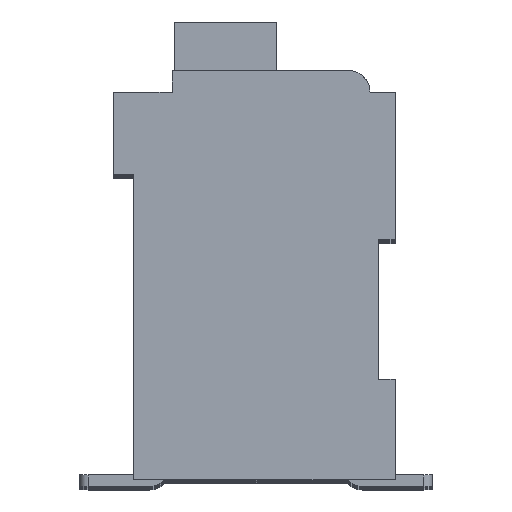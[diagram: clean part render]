
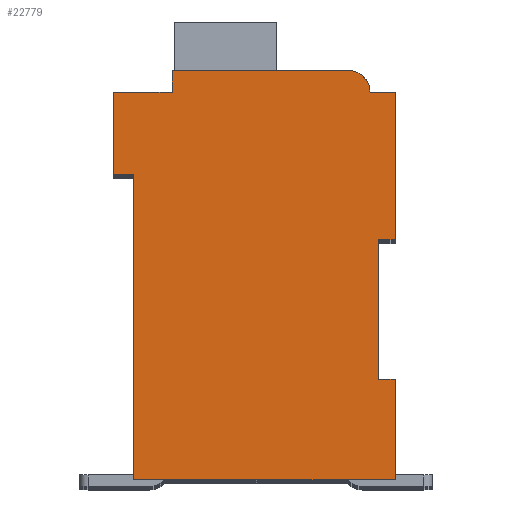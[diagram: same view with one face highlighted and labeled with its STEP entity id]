
A CAD part, top view. The second image highlights one B-rep face of the part: STEP entity #22779.
In plain terms, the highlighted planar face has unit normal (0, 0, 1).
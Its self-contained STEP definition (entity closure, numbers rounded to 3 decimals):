
#3656=DIRECTION('',(1.,0.,0.));
#3657=VECTOR('',#3656,0.5);
#3658=CARTESIAN_POINT('',(7.3,7.15,2.1));
#3659=LINE('',#3658,#3657);
#3660=DIRECTION('',(0.,1.,0.));
#3661=VECTOR('',#3660,4.15);
#3662=CARTESIAN_POINT('',(7.3,3.,2.1));
#3663=LINE('',#3662,#3661);
#3664=DIRECTION('',(-1.,0.,0.));
#3665=VECTOR('',#3664,0.5);
#3666=CARTESIAN_POINT('',(7.8,3.,2.1));
#3667=LINE('',#3666,#3665);
#3668=DIRECTION('',(0.,1.,0.));
#3669=VECTOR('',#3668,3.);
#3670=CARTESIAN_POINT('',(7.8,0.,2.1));
#3671=LINE('',#3670,#3669);
#3672=DIRECTION('',(1.,0.,0.));
#3673=VECTOR('',#3672,7.8);
#3674=CARTESIAN_POINT('',(0.,0.,2.1));
#3675=LINE('',#3674,#3673);
#3676=DIRECTION('',(0.,-1.,0.));
#3677=VECTOR('',#3676,9.1);
#3678=CARTESIAN_POINT('',(0.,9.1,2.1));
#3679=LINE('',#3678,#3677);
#3680=DIRECTION('',(1.,0.,0.));
#3681=VECTOR('',#3680,0.6);
#3682=CARTESIAN_POINT('',(-0.6,9.1,2.1));
#3683=LINE('',#3682,#3681);
#3684=DIRECTION('',(0.,-1.,0.));
#3685=VECTOR('',#3684,2.45);
#3686=CARTESIAN_POINT('',(-0.6,11.55,2.1));
#3687=LINE('',#3686,#3685);
#3688=DIRECTION('',(-1.,0.,0.));
#3689=VECTOR('',#3688,1.75);
#3690=CARTESIAN_POINT('',(1.15,11.55,2.1));
#3691=LINE('',#3690,#3689);
#3692=DIRECTION('',(0.,-1.,0.));
#3693=VECTOR('',#3692,0.65);
#3694=CARTESIAN_POINT('',(1.15,12.2,2.1));
#3695=LINE('',#3694,#3693);
#3696=DIRECTION('',(-1.,0.,0.));
#3697=VECTOR('',#3696,5.25);
#3698=CARTESIAN_POINT('',(6.4,12.2,2.1));
#3699=LINE('',#3698,#3697);
#3700=CARTESIAN_POINT('',(6.4,11.55,2.1));
#3701=DIRECTION('',(0.,0.,1.));
#3702=DIRECTION('',(1.,0.,0.));
#3703=AXIS2_PLACEMENT_3D('',#3700,#3701,#3702);
#3705=DIRECTION('',(-1.,0.,0.));
#3706=VECTOR('',#3705,0.75);
#3707=CARTESIAN_POINT('',(7.8,11.55,2.1));
#3708=LINE('',#3707,#3706);
#3709=DIRECTION('',(0.,1.,0.));
#3710=VECTOR('',#3709,4.4);
#3711=CARTESIAN_POINT('',(7.8,7.15,2.1));
#3712=LINE('',#3711,#3710);
#14995=CARTESIAN_POINT('',(7.3,7.15,2.1));
#14996=CARTESIAN_POINT('',(7.8,7.15,2.1));
#14997=VERTEX_POINT('',#14995);
#14998=VERTEX_POINT('',#14996);
#14999=CARTESIAN_POINT('',(7.8,11.55,2.1));
#15000=VERTEX_POINT('',#14999);
#15001=CARTESIAN_POINT('',(7.05,11.55,2.1));
#15002=VERTEX_POINT('',#15001);
#15003=CARTESIAN_POINT('',(6.4,12.2,2.1));
#15004=VERTEX_POINT('',#15003);
#15005=CARTESIAN_POINT('',(1.15,12.2,2.1));
#15006=VERTEX_POINT('',#15005);
#15007=CARTESIAN_POINT('',(1.15,11.55,2.1));
#15008=VERTEX_POINT('',#15007);
#15009=CARTESIAN_POINT('',(-0.6,11.55,2.1));
#15010=VERTEX_POINT('',#15009);
#15011=CARTESIAN_POINT('',(-0.6,9.1,2.1));
#15012=VERTEX_POINT('',#15011);
#15013=CARTESIAN_POINT('',(0.,9.1,2.1));
#15014=VERTEX_POINT('',#15013);
#15015=CARTESIAN_POINT('',(0.,0.,2.1));
#15016=VERTEX_POINT('',#15015);
#15017=CARTESIAN_POINT('',(7.8,0.,2.1));
#15018=VERTEX_POINT('',#15017);
#15019=CARTESIAN_POINT('',(7.8,3.,2.1));
#15020=VERTEX_POINT('',#15019);
#15021=CARTESIAN_POINT('',(7.3,3.,2.1));
#15022=VERTEX_POINT('',#15021);
#22755=CARTESIAN_POINT('',(0.,0.,2.1));
#22756=DIRECTION('',(0.,0.,1.));
#22757=DIRECTION('',(1.,0.,0.));
#22758=AXIS2_PLACEMENT_3D('',#22755,#22756,#22757);
#22759=PLANE('',#22758);
#22760=ORIENTED_EDGE('',*,*,#19676,.F.);
#22761=ORIENTED_EDGE('',*,*,#20427,.F.);
#22763=ORIENTED_EDGE('',*,*,#22762,.F.);
#22765=ORIENTED_EDGE('',*,*,#22764,.F.);
#22767=ORIENTED_EDGE('',*,*,#22766,.F.);
#22768=ORIENTED_EDGE('',*,*,#20694,.F.);
#22769=ORIENTED_EDGE('',*,*,#20846,.F.);
#22770=ORIENTED_EDGE('',*,*,#21120,.F.);
#22771=ORIENTED_EDGE('',*,*,#21399,.F.);
#22772=ORIENTED_EDGE('',*,*,#21468,.F.);
#22773=ORIENTED_EDGE('',*,*,#21882,.F.);
#22774=ORIENTED_EDGE('',*,*,#22501,.F.);
#22775=ORIENTED_EDGE('',*,*,#22349,.F.);
#22776=ORIENTED_EDGE('',*,*,#20083,.F.);
#22777=EDGE_LOOP('',(#22760,#22761,#22763,#22765,#22767,#22768,#22769,#22770,
#22771,#22772,#22773,#22774,#22775,#22776));
#22778=FACE_OUTER_BOUND('',#22777,.F.);
#3704=CIRCLE('',#3703,0.65);
#19676=EDGE_CURVE('',#14997,#14998,#3659,.T.);
#20083=EDGE_CURVE('',#14998,#15000,#3712,.T.);
#20427=EDGE_CURVE('',#15022,#14997,#3663,.T.);
#20694=EDGE_CURVE('',#15014,#15016,#3679,.T.);
#20846=EDGE_CURVE('',#15012,#15014,#3683,.T.);
#21120=EDGE_CURVE('',#15010,#15012,#3687,.T.);
#21399=EDGE_CURVE('',#15008,#15010,#3691,.T.);
#21468=EDGE_CURVE('',#15006,#15008,#3695,.T.);
#21882=EDGE_CURVE('',#15004,#15006,#3699,.T.);
#22349=EDGE_CURVE('',#15000,#15002,#3708,.T.);
#22501=EDGE_CURVE('',#15002,#15004,#3704,.T.);
#22762=EDGE_CURVE('',#15020,#15022,#3667,.T.);
#22764=EDGE_CURVE('',#15018,#15020,#3671,.T.);
#22766=EDGE_CURVE('',#15016,#15018,#3675,.T.);
#22779=ADVANCED_FACE('',(#22778),#22759,.T.);
